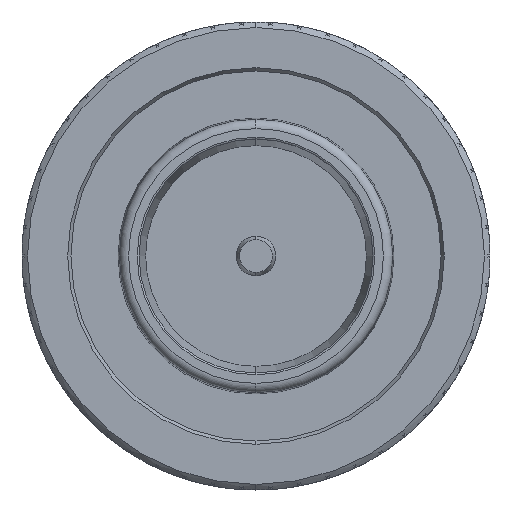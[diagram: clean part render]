
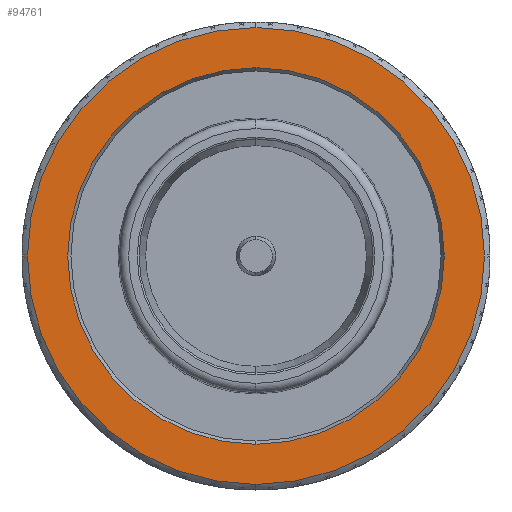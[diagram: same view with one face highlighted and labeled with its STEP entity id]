
A CAD part, left-side view. The second image highlights one B-rep face of the part: STEP entity #94761.
In plain terms, the highlighted planar face has unit normal (-1, 0, 0).
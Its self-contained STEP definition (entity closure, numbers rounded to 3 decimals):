
#1153 = AXIS2_PLACEMENT_3D ( 'NONE', #90631, #107381, #88409 ) ;
#5883 = AXIS2_PLACEMENT_3D ( 'NONE', #72068, #36439, #70969 ) ;
#6835 = CARTESIAN_POINT ( 'NONE',  ( -5.03, 0., 12.375 ) ) ;
#7211 = AXIS2_PLACEMENT_3D ( 'NONE', #97711, #45307, #71515 ) ;
#8291 = CARTESIAN_POINT ( 'NONE',  ( -5.03, 0., -10.2 ) ) ;
#8812 = CIRCLE ( 'NONE', #53310, 10.2 ) ;
#16096 = CIRCLE ( 'NONE', #7211, 12.375 ) ;
#18492 = AXIS2_PLACEMENT_3D ( 'NONE', #99004, #81160, #38835 ) ;
#21826 = EDGE_CURVE ( 'NONE', #26654, #42250, #16096, .T. ) ;
#26654 = VERTEX_POINT ( 'NONE', #62851 ) ;
#36439 = DIRECTION ( 'NONE',  ( -1., 0., 0. ) ) ;
#37897 = EDGE_CURVE ( 'NONE', #50365, #93626, #50309, .T. ) ;
#38835 = DIRECTION ( 'NONE',  ( 0., 1., 0. ) ) ;
#42250 = VERTEX_POINT ( 'NONE', #6835 ) ;
#43796 = ORIENTED_EDGE ( 'NONE', *, *, #54130, .T. ) ;
#44841 = EDGE_LOOP ( 'NONE', ( #108044, #43796 ) ) ;
#45307 = DIRECTION ( 'NONE',  ( -1., 0., 0. ) ) ;
#50309 = CIRCLE ( 'NONE', #5883, 10.2 ) ;
#50365 = VERTEX_POINT ( 'NONE', #8291 ) ;
#53310 = AXIS2_PLACEMENT_3D ( 'NONE', #88400, #62222, #80028 ) ;
#54130 = EDGE_CURVE ( 'NONE', #42250, #26654, #107953, .T. ) ;
#58288 = FACE_BOUND ( 'NONE', #88111, .T. ) ;
#62222 = DIRECTION ( 'NONE',  ( -1., 0., 0. ) ) ;
#62851 = CARTESIAN_POINT ( 'NONE',  ( -5.03, 0., -12.375 ) ) ;
#70969 = DIRECTION ( 'NONE',  ( 0., 0., 1. ) ) ;
#71515 = DIRECTION ( 'NONE',  ( 0., 0., 1. ) ) ;
#72068 = CARTESIAN_POINT ( 'NONE',  ( -5.03, 0., 0. ) ) ;
#80028 = DIRECTION ( 'NONE',  ( 0., 0., 1. ) ) ;
#81160 = DIRECTION ( 'NONE',  ( 1., 0., 0. ) ) ;
#88111 = EDGE_LOOP ( 'NONE', ( #108702, #94159 ) ) ;
#88400 = CARTESIAN_POINT ( 'NONE',  ( -5.03, 0., 0. ) ) ;
#88409 = DIRECTION ( 'NONE',  ( 0., 0., 1. ) ) ;
#90631 = CARTESIAN_POINT ( 'NONE',  ( -5.03, 0., 0. ) ) ;
#92274 = PLANE ( 'NONE',  #18492 ) ;
#93626 = VERTEX_POINT ( 'NONE', #102971 ) ;
#94159 = ORIENTED_EDGE ( 'NONE', *, *, #37897, .F. ) ;
#94761 = ADVANCED_FACE ( 'NONE', ( #100637, #58288 ), #92274, .F. ) ;
#97711 = CARTESIAN_POINT ( 'NONE',  ( -5.03, 0., 0. ) ) ;
#99004 = CARTESIAN_POINT ( 'NONE',  ( -5.03, -10.2, 0. ) ) ;
#100637 = FACE_OUTER_BOUND ( 'NONE', #44841, .T. ) ;
#102971 = CARTESIAN_POINT ( 'NONE',  ( -5.03, 0., 10.2 ) ) ;
#107381 = DIRECTION ( 'NONE',  ( -1., 0., 0. ) ) ;
#107953 = CIRCLE ( 'NONE', #1153, 12.375 ) ;
#108044 = ORIENTED_EDGE ( 'NONE', *, *, #21826, .T. ) ;
#108262 = EDGE_CURVE ( 'NONE', #93626, #50365, #8812, .T. ) ;
#108702 = ORIENTED_EDGE ( 'NONE', *, *, #108262, .F. ) ;
